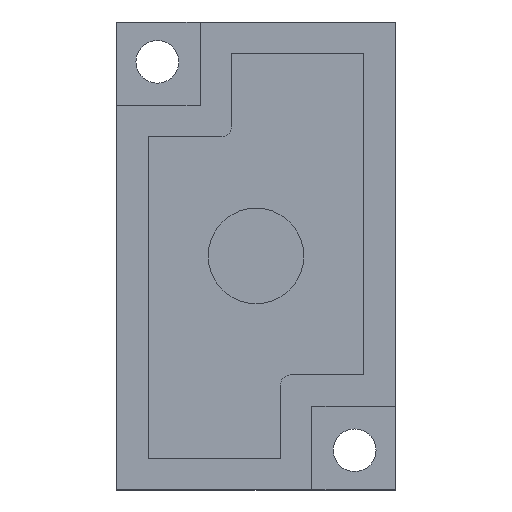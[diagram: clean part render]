
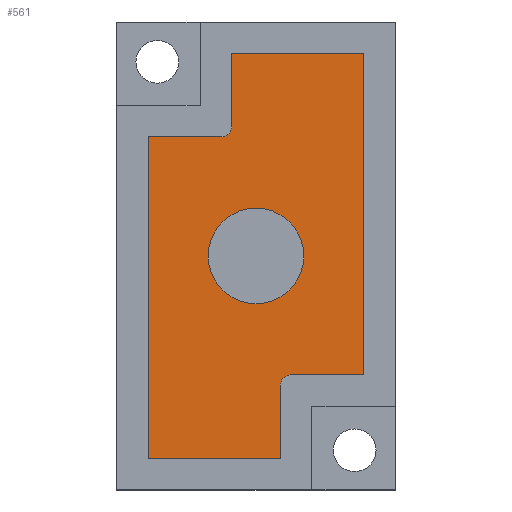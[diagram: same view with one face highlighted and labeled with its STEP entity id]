
A CAD part, top view. The second image highlights one B-rep face of the part: STEP entity #561.
In plain terms, the highlighted planar face has unit normal (0, 0, 1).
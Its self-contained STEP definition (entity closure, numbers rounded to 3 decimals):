
#46=DIRECTION('',(0.,1.,0.));
#47=VECTOR('',#46,15.8);
#48=CARTESIAN_POINT('',(-5.3,-9.95,3.625));
#49=LINE('',#48,#47);
#50=DIRECTION('',(-1.,0.,0.));
#51=VECTOR('',#50,3.6);
#52=CARTESIAN_POINT('',(-1.7,5.85,3.625));
#53=LINE('',#52,#51);
#54=CARTESIAN_POINT('',(-1.7,6.35,3.625));
#55=DIRECTION('',(0.,0.,-1.));
#56=DIRECTION('',(1.,0.,0.));
#57=AXIS2_PLACEMENT_3D('',#54,#55,#56);
#59=DIRECTION('',(0.,-1.,0.));
#60=VECTOR('',#59,3.6);
#61=CARTESIAN_POINT('',(-1.2,9.95,3.625));
#62=LINE('',#61,#60);
#63=DIRECTION('',(1.,0.,0.));
#64=VECTOR('',#63,6.5);
#65=CARTESIAN_POINT('',(-1.2,9.95,3.625));
#66=LINE('',#65,#64);
#67=DIRECTION('',(0.,-1.,0.));
#68=VECTOR('',#67,15.8);
#69=CARTESIAN_POINT('',(5.3,9.95,3.625));
#70=LINE('',#69,#68);
#71=DIRECTION('',(1.,0.,0.));
#72=VECTOR('',#71,3.6);
#73=CARTESIAN_POINT('',(1.7,-5.85,3.625));
#74=LINE('',#73,#72);
#75=CARTESIAN_POINT('',(1.7,-6.35,3.625));
#76=DIRECTION('',(0.,0.,-1.));
#77=DIRECTION('',(-1.,0.,0.));
#78=AXIS2_PLACEMENT_3D('',#75,#76,#77);
#80=DIRECTION('',(0.,1.,0.));
#81=VECTOR('',#80,3.6);
#82=CARTESIAN_POINT('',(1.2,-9.95,3.625));
#83=LINE('',#82,#81);
#84=DIRECTION('',(-1.,0.,0.));
#85=VECTOR('',#84,6.5);
#86=CARTESIAN_POINT('',(1.2,-9.95,3.625));
#87=LINE('',#86,#85);
#88=CARTESIAN_POINT('',(0.,0.,3.625));
#89=DIRECTION('',(0.,0.,-1.));
#90=DIRECTION('',(-1.,0.,0.));
#91=AXIS2_PLACEMENT_3D('',#88,#89,#90);
#93=CARTESIAN_POINT('',(0.,0.,3.625));
#94=DIRECTION('',(0.,0.,-1.));
#95=DIRECTION('',(1.,0.,0.));
#96=AXIS2_PLACEMENT_3D('',#93,#94,#95);
#379=CARTESIAN_POINT('',(2.35,0.,3.625));
#381=VERTEX_POINT('',#379);
#382=CARTESIAN_POINT('',(-2.35,0.,3.625));
#384=VERTEX_POINT('',#382);
#466=CARTESIAN_POINT('',(-5.3,5.85,3.625));
#467=VERTEX_POINT('',#466);
#468=CARTESIAN_POINT('',(-5.3,-9.95,3.625));
#469=VERTEX_POINT('',#468);
#470=CARTESIAN_POINT('',(-1.7,5.85,3.625));
#471=VERTEX_POINT('',#470);
#472=CARTESIAN_POINT('',(-1.2,6.35,3.625));
#473=VERTEX_POINT('',#472);
#474=CARTESIAN_POINT('',(-1.2,9.95,3.625));
#475=VERTEX_POINT('',#474);
#476=CARTESIAN_POINT('',(5.3,9.95,3.625));
#477=VERTEX_POINT('',#476);
#478=CARTESIAN_POINT('',(5.3,-5.85,3.625));
#479=VERTEX_POINT('',#478);
#480=CARTESIAN_POINT('',(1.7,-5.85,3.625));
#481=VERTEX_POINT('',#480);
#482=CARTESIAN_POINT('',(1.2,-6.35,3.625));
#483=VERTEX_POINT('',#482);
#484=CARTESIAN_POINT('',(1.2,-9.95,3.625));
#485=VERTEX_POINT('',#484);
#530=CARTESIAN_POINT('',(0.,0.,3.625));
#531=DIRECTION('',(0.,0.,1.));
#532=DIRECTION('',(1.,0.,0.));
#533=AXIS2_PLACEMENT_3D('',#530,#531,#532);
#534=PLANE('',#533);
#536=ORIENTED_EDGE('',*,*,#535,.T.);
#538=ORIENTED_EDGE('',*,*,#537,.F.);
#540=ORIENTED_EDGE('',*,*,#539,.F.);
#542=ORIENTED_EDGE('',*,*,#541,.F.);
#544=ORIENTED_EDGE('',*,*,#543,.T.);
#546=ORIENTED_EDGE('',*,*,#545,.T.);
#548=ORIENTED_EDGE('',*,*,#547,.F.);
#550=ORIENTED_EDGE('',*,*,#549,.F.);
#552=ORIENTED_EDGE('',*,*,#551,.F.);
#554=ORIENTED_EDGE('',*,*,#553,.T.);
#555=EDGE_LOOP('',(#536,#538,#540,#542,#544,#546,#548,#550,#552,#554));
#556=FACE_OUTER_BOUND('',#555,.F.);
#557=ORIENTED_EDGE('',*,*,#514,.F.);
#558=ORIENTED_EDGE('',*,*,#493,.F.);
#559=EDGE_LOOP('',(#557,#558));
#560=FACE_BOUND('',#559,.F.);
#561=ADVANCED_FACE('',(#556,#560),#534,.T.);
#58=CIRCLE('',#57,0.5);
#79=CIRCLE('',#78,0.5);
#92=CIRCLE('',#91,2.35);
#97=CIRCLE('',#96,2.35);
#493=EDGE_CURVE('',#381,#384,#97,.T.);
#514=EDGE_CURVE('',#384,#381,#92,.T.);
#535=EDGE_CURVE('',#469,#467,#49,.T.);
#537=EDGE_CURVE('',#471,#467,#53,.T.);
#539=EDGE_CURVE('',#473,#471,#58,.T.);
#541=EDGE_CURVE('',#475,#473,#62,.T.);
#543=EDGE_CURVE('',#475,#477,#66,.T.);
#545=EDGE_CURVE('',#477,#479,#70,.T.);
#547=EDGE_CURVE('',#481,#479,#74,.T.);
#549=EDGE_CURVE('',#483,#481,#79,.T.);
#551=EDGE_CURVE('',#485,#483,#83,.T.);
#553=EDGE_CURVE('',#485,#469,#87,.T.);
